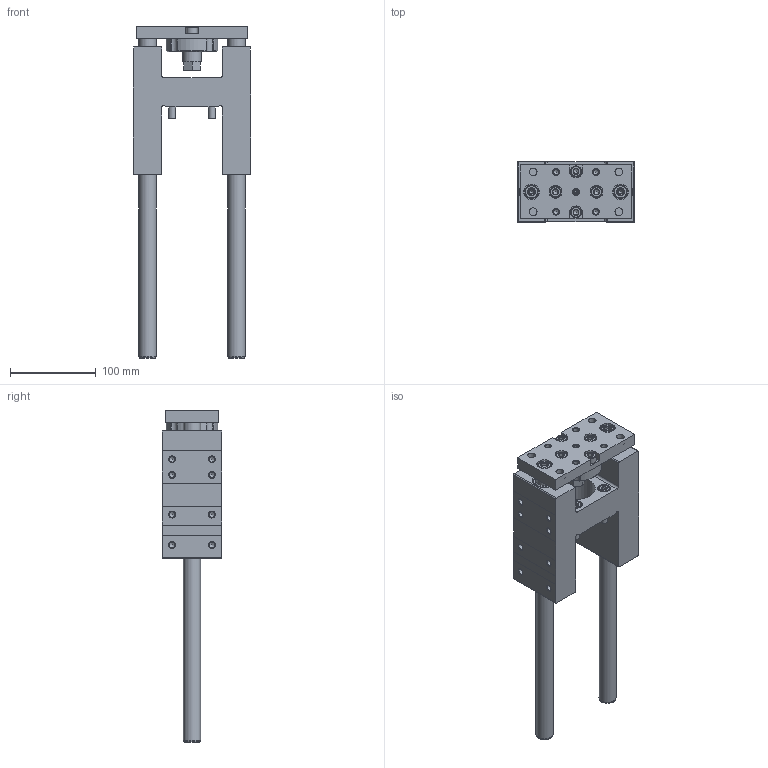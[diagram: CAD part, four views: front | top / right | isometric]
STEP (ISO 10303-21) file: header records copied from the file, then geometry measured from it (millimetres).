
FILE_DESCRIPTION(/* description */ ('STEP AP214'),/* implementation_level */ '2;1');
FILE_NAME(/* name */ '2784152_EAGF-V2-KF-50-200',/* time_stamp */ '2024-08-26T17:13:14+02:00',/* author */ ('License CC BY-ND 4.0'),/* organization */ ('CADENAS'),/* preprocessor_version */ 'ST-DEVELOPER v19.3',/* originating_system */ 'PARTsolutions',/* authorisation */ ' ');
FILE_SCHEMA (('AUTOMOTIVE_DESIGN {1 0 10303 214 3 1 1}'));
Length unit declared in the file: millimetre
Products named in the file (12): 2784152 EAGF-V2-KF-50-200---(0); 3038094 EAGF-V2-KF-50---(F); 240953 FEN-50/63-SD---(SD); 244040 EAGF 20x28x30---(B); 2735300 EAGF-V2-KF-50---(J); 2827996 EAGF-V2-KF-50---(R); 1560112 EAGF-V2-KF-50/63---(GS); DIN 34827-M8x16-FL-45H; 3038094 EAGF-50-200-KF---(FST); ISO-4762 M8x20; DIN-6912 - M10x20(F); ISO-4762 M8x40
Assembly tree (25 placements, depth 2):
  2784152 EAGF-V2-KF-50-200---(0)
    3038094 EAGF-V2-KF-50---(F)
    240953 FEN-50/63-SD---(SD)  x4
    244040 EAGF 20x28x30---(B)  x4
    2735300 EAGF-V2-KF-50---(J)
    2827996 EAGF-V2-KF-50---(R)
    1560112 EAGF-V2-KF-50/63---(GS)
    DIN 34827-M8x16-FL-45H
    3038094 EAGF-50-200-KF---(FST)  x2
    ISO-4762 M8x20  x4
    DIN-6912 - M10x20(F)  x2
    ISO-4762 M8x40  x4
Bounding box: 137 x 70 x 387.8 mm (x, y, z)
Volume: 1051980.1 mm3; surface area: 248597.6 mm2
Topology: 25 solids, 25 shells, 642 faces, 1465 edges, 905 vertices
Faces by surface type: plane 256, cone 211, cylinder 158, torus 17
Full cylindrical faces by diameter (mm): 5 x2, 6.647 x29, 8 x9, 8.376 x2, 9 x13, 10 x2, 10.3 x2, 13 x8, 14.376 x1, 15 x10, 16 x2, 18 x3, 20 x10, 21 x2, 22 x1, 24 x1, 25 x2, 28 x12, 34 x1, 36 x1, 45 x1
Entity records: 10860 total; most frequent: CARTESIAN_POINT 2002, DIRECTION 1836, ORIENTED_EDGE 1424, AXIS2_PLACEMENT_3D 780, EDGE_CURVE 712, FACE_BOUND 694, EDGE_LOOP 672, VERTEX_POINT 566
